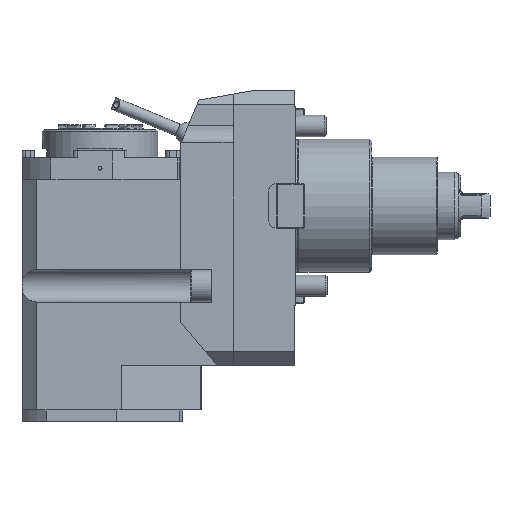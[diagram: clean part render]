
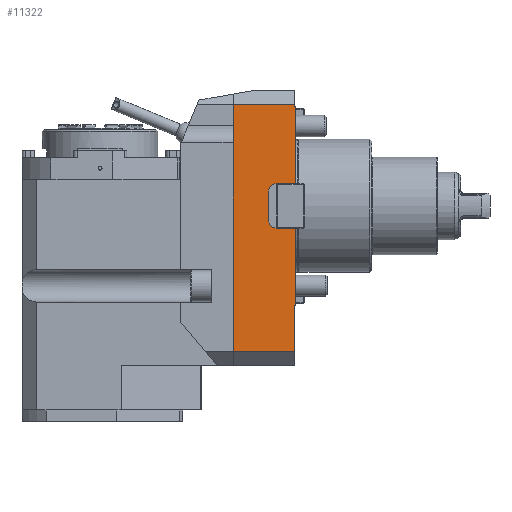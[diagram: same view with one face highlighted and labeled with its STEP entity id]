
A CAD part, left-side view. The second image highlights one B-rep face of the part: STEP entity #11322.
In plain terms, the highlighted planar face has unit normal (-1, 0, 0).
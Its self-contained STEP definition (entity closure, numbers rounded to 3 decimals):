
#191 = CARTESIAN_POINT ( 'NONE',  ( -55., 35., 12.5 ) ) ;
#281 = DIRECTION ( 'NONE',  ( -1., 0., 0. ) ) ;
#323 = EDGE_CURVE ( 'NONE', #23995, #30479, #875, .T. ) ;
#534 = LINE ( 'NONE', #7845, #26326 ) ;
#621 = VERTEX_POINT ( 'NONE', #2618 ) ;
#673 = ORIENTED_EDGE ( 'NONE', *, *, #25401, .F. ) ;
#875 = LINE ( 'NONE', #16021, #9707 ) ;
#921 = VERTEX_POINT ( 'NONE', #7964 ) ;
#1729 = VECTOR ( 'NONE', #29834, 1000. ) ;
#1867 = VERTEX_POINT ( 'NONE', #30950 ) ;
#2005 = CARTESIAN_POINT ( 'NONE',  ( -55., 35., -12.5 ) ) ;
#2618 = CARTESIAN_POINT ( 'NONE',  ( -55., 0.5, 57. ) ) ;
#3465 = VECTOR ( 'NONE', #8272, 1000. ) ;
#3767 = CARTESIAN_POINT ( 'NONE',  ( -55., 10.75, -8.25 ) ) ;
#3808 = ORIENTED_EDGE ( 'NONE', *, *, #29601, .T. ) ;
#4530 = ORIENTED_EDGE ( 'NONE', *, *, #22586, .F. ) ;
#4844 = DIRECTION ( 'NONE',  ( 0., -1., 0. ) ) ;
#5264 = DIRECTION ( 'NONE',  ( 0., -1., 0. ) ) ;
#5306 = LINE ( 'NONE', #29771, #22291 ) ;
#5580 = LINE ( 'NONE', #191, #11041 ) ;
#5825 = CARTESIAN_POINT ( 'NONE',  ( -55., 0.5, -94.567 ) ) ;
#6210 = ORIENTED_EDGE ( 'NONE', *, *, #22437, .T. ) ;
#6394 = VECTOR ( 'NONE', #29452, 1000. ) ;
#7354 = VERTEX_POINT ( 'NONE', #11181 ) ;
#7610 = VECTOR ( 'NONE', #12981, 1000. ) ;
#7845 = CARTESIAN_POINT ( 'NONE',  ( -55., 35., -115. ) ) ;
#7964 = CARTESIAN_POINT ( 'NONE',  ( -55., 10.75, 12.5 ) ) ;
#7978 = LINE ( 'NONE', #24783, #7610 ) ;
#8186 = AXIS2_PLACEMENT_3D ( 'NONE', #3767, #18621, #18767 ) ;
#8272 = DIRECTION ( 'NONE',  ( 0., 0., -1. ) ) ;
#9100 = VECTOR ( 'NONE', #25194, 1000. ) ;
#9165 = VECTOR ( 'NONE', #4844, 1000. ) ;
#9707 = VECTOR ( 'NONE', #18258, 1000. ) ;
#9828 = LINE ( 'NONE', #27085, #9165 ) ;
#10182 = CIRCLE ( 'NONE', #30047, 4.25 ) ;
#10204 = LINE ( 'NONE', #22645, #21128 ) ;
#10502 = DIRECTION ( 'NONE',  ( 0., 0., -1. ) ) ;
#10654 = LINE ( 'NONE', #30269, #9100 ) ;
#10887 = EDGE_CURVE ( 'NONE', #11574, #29776, #21420, .T. ) ;
#11041 = VECTOR ( 'NONE', #5264, 1000. ) ;
#11107 = CARTESIAN_POINT ( 'NONE',  ( -55., 15., -8.25 ) ) ;
#11181 = CARTESIAN_POINT ( 'NONE',  ( -55., 35., 57. ) ) ;
#11281 = DIRECTION ( 'NONE',  ( 0., 1., 0. ) ) ;
#11318 = CARTESIAN_POINT ( 'NONE',  ( -55., 10.75, -12.5 ) ) ;
#11322 = ADVANCED_FACE ( 'Defeature completata1_219', ( #13710 ), #11621, .T. ) ;
#11574 = VERTEX_POINT ( 'NONE', #14083 ) ;
#11621 = PLANE ( 'NONE',  #17664 ) ;
#11788 = EDGE_CURVE ( 'NONE', #25159, #25867, #19544, .T. ) ;
#11887 = ORIENTED_EDGE ( 'NONE', *, *, #12930, .T. ) ;
#12042 = CARTESIAN_POINT ( 'NONE',  ( -55., 35., -82. ) ) ;
#12684 = VERTEX_POINT ( 'NONE', #25679 ) ;
#12843 = DIRECTION ( 'NONE',  ( 0., 0., 1. ) ) ;
#12927 = CARTESIAN_POINT ( 'NONE',  ( -55., 35., 35.5 ) ) ;
#12930 = EDGE_CURVE ( 'NONE', #921, #1867, #5580, .T. ) ;
#12981 = DIRECTION ( 'NONE',  ( 0., 0., 1. ) ) ;
#13710 = FACE_OUTER_BOUND ( 'NONE', #22502, .T. ) ;
#14083 = CARTESIAN_POINT ( 'NONE',  ( -55., 35., -82. ) ) ;
#14160 = DIRECTION ( 'NONE',  ( 0., 1., 0. ) ) ;
#15074 = DIRECTION ( 'NONE',  ( 0., 0., -1. ) ) ;
#15343 = VERTEX_POINT ( 'NONE', #11107 ) ;
#16021 = CARTESIAN_POINT ( 'NONE',  ( -55., 0.5, -56. ) ) ;
#16534 = DIRECTION ( 'NONE',  ( 1., 0., 0. ) ) ;
#16627 = EDGE_CURVE ( 'NONE', #12684, #1867, #17379, .T. ) ;
#17216 = CARTESIAN_POINT ( 'NONE',  ( -55., 0., 65. ) ) ;
#17379 = LINE ( 'NONE', #17216, #1729 ) ;
#17664 = AXIS2_PLACEMENT_3D ( 'NONE', #21313, #281, #22283 ) ;
#17893 = EDGE_CURVE ( 'NONE', #621, #20824, #10654, .T. ) ;
#17954 = EDGE_CURVE ( 'NONE', #23995, #29776, #30122, .T. ) ;
#18154 = CARTESIAN_POINT ( 'NONE',  ( -55., 0.5, -56. ) ) ;
#18258 = DIRECTION ( 'NONE',  ( 0., -1., 0. ) ) ;
#18412 = CIRCLE ( 'NONE', #8186, 4.25 ) ;
#18607 = CARTESIAN_POINT ( 'NONE',  ( -55., 10.75, 8.25 ) ) ;
#18621 = DIRECTION ( 'NONE',  ( 1., 0., 0. ) ) ;
#18767 = DIRECTION ( 'NONE',  ( 0., 1., 0. ) ) ;
#19544 = LINE ( 'NONE', #2005, #21750 ) ;
#19553 = ORIENTED_EDGE ( 'NONE', *, *, #17893, .F. ) ;
#19675 = CARTESIAN_POINT ( 'NONE',  ( -55., 15., 8.25 ) ) ;
#20002 = ORIENTED_EDGE ( 'NONE', *, *, #11788, .T. ) ;
#20062 = DIRECTION ( 'NONE',  ( 0., 1., 0. ) ) ;
#20476 = ORIENTED_EDGE ( 'NONE', *, *, #16627, .F. ) ;
#20788 = ORIENTED_EDGE ( 'NONE', *, *, #24098, .T. ) ;
#20824 = VERTEX_POINT ( 'NONE', #24598 ) ;
#21128 = VECTOR ( 'NONE', #20062, 1000. ) ;
#21313 = CARTESIAN_POINT ( 'NONE',  ( -55., 35., 65. ) ) ;
#21420 = LINE ( 'NONE', #12042, #6394 ) ;
#21750 = VECTOR ( 'NONE', #14160, 1000. ) ;
#22283 = DIRECTION ( 'NONE',  ( 0., 1., 0. ) ) ;
#22291 = VECTOR ( 'NONE', #15074, 1000. ) ;
#22437 = EDGE_CURVE ( 'NONE', #15343, #22535, #7978, .T. ) ;
#22502 = EDGE_LOOP ( 'NONE', ( #4530, #19553, #26780, #28987, #673, #30803, #24696, #26510, #26170, #20002, #20788, #6210, #3808, #11887, #20476 ) ) ;
#22535 = VERTEX_POINT ( 'NONE', #19675 ) ;
#22586 = EDGE_CURVE ( 'NONE', #20824, #12684, #9828, .T. ) ;
#22645 = CARTESIAN_POINT ( 'NONE',  ( -55., 35., 57. ) ) ;
#23995 = VERTEX_POINT ( 'NONE', #18154 ) ;
#24098 = EDGE_CURVE ( 'NONE', #25867, #15343, #18412, .T. ) ;
#24598 = CARTESIAN_POINT ( 'NONE',  ( -55., 0.5, 56. ) ) ;
#24696 = ORIENTED_EDGE ( 'NONE', *, *, #17954, .F. ) ;
#24783 = CARTESIAN_POINT ( 'NONE',  ( -55., 15., 65. ) ) ;
#25086 = EDGE_CURVE ( 'NONE', #621, #7354, #10204, .T. ) ;
#25159 = VERTEX_POINT ( 'NONE', #31099 ) ;
#25194 = DIRECTION ( 'NONE',  ( 0., 0., -1. ) ) ;
#25401 = EDGE_CURVE ( 'NONE', #11574, #29479, #534, .T. ) ;
#25679 = CARTESIAN_POINT ( 'NONE',  ( -55., 0., 56. ) ) ;
#25867 = VERTEX_POINT ( 'NONE', #11318 ) ;
#26170 = ORIENTED_EDGE ( 'NONE', *, *, #26590, .F. ) ;
#26326 = VECTOR ( 'NONE', #12843, 1000. ) ;
#26510 = ORIENTED_EDGE ( 'NONE', *, *, #323, .T. ) ;
#26590 = EDGE_CURVE ( 'NONE', #25159, #30479, #27334, .T. ) ;
#26637 = CARTESIAN_POINT ( 'NONE',  ( -55., 0.5, -82. ) ) ;
#26780 = ORIENTED_EDGE ( 'NONE', *, *, #25086, .T. ) ;
#27085 = CARTESIAN_POINT ( 'NONE',  ( -55., 0.5, 56. ) ) ;
#27334 = LINE ( 'NONE', #30176, #3465 ) ;
#28036 = CARTESIAN_POINT ( 'NONE',  ( -55., 0., -56. ) ) ;
#28517 = EDGE_CURVE ( 'NONE', #7354, #29479, #5306, .T. ) ;
#28987 = ORIENTED_EDGE ( 'NONE', *, *, #28517, .T. ) ;
#29452 = DIRECTION ( 'NONE',  ( 0., -1., 0. ) ) ;
#29479 = VERTEX_POINT ( 'NONE', #12927 ) ;
#29601 = EDGE_CURVE ( 'NONE', #22535, #921, #10182, .T. ) ;
#29771 = CARTESIAN_POINT ( 'NONE',  ( -55., 35., 65. ) ) ;
#29776 = VERTEX_POINT ( 'NONE', #26637 ) ;
#29834 = DIRECTION ( 'NONE',  ( 0., 0., -1. ) ) ;
#30047 = AXIS2_PLACEMENT_3D ( 'NONE', #18607, #16534, #11281 ) ;
#30122 = LINE ( 'NONE', #5825, #30522 ) ;
#30176 = CARTESIAN_POINT ( 'NONE',  ( -55., 0., 65. ) ) ;
#30269 = CARTESIAN_POINT ( 'NONE',  ( -55., 0.5, 71.666 ) ) ;
#30479 = VERTEX_POINT ( 'NONE', #28036 ) ;
#30522 = VECTOR ( 'NONE', #10502, 1000. ) ;
#30803 = ORIENTED_EDGE ( 'NONE', *, *, #10887, .T. ) ;
#30950 = CARTESIAN_POINT ( 'NONE',  ( -55., 0., 12.5 ) ) ;
#31099 = CARTESIAN_POINT ( 'NONE',  ( -55., 0., -12.5 ) ) ;
